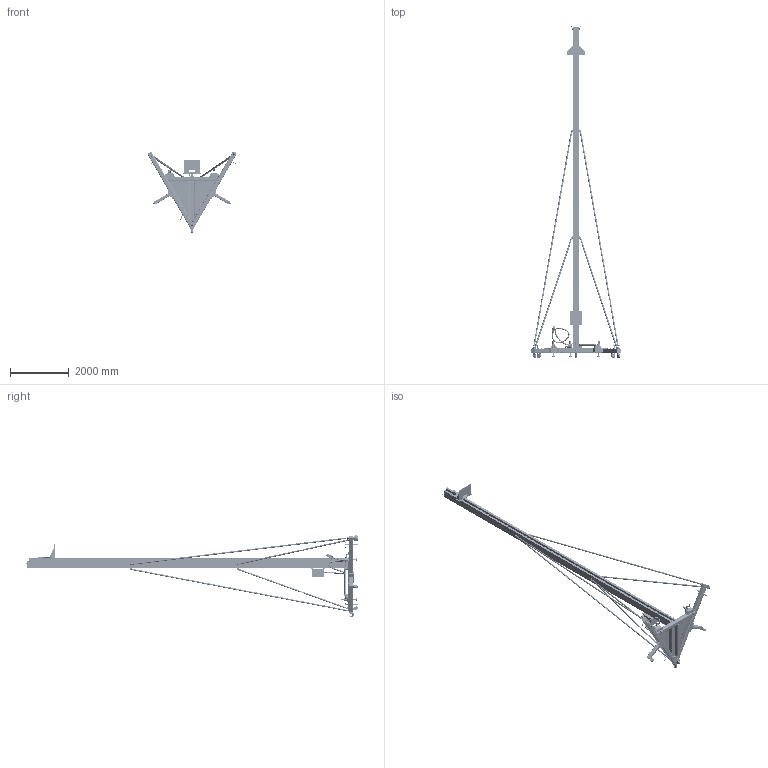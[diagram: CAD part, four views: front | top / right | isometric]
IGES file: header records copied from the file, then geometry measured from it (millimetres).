
Start section: SolidWorks IGES file using analytic representation for surfaces
Global section: file name: MVTB-34 FT SHELF.IGS; native system: SolidWorks 2016; preprocessor: SolidWorks 2016; author: igipson; date: 160405.110520; units: inch
Bounding box: 3048 x 11349.15 x 2782.49 mm (x, y, z)
Surface area: 30614380.4 mm2 (no closed solid volume)
Topology: 0 solids, 0 shells, 11004 faces, 140495 edges, 166878 vertices
Faces by surface type: bspline 5514, revolution 5490
